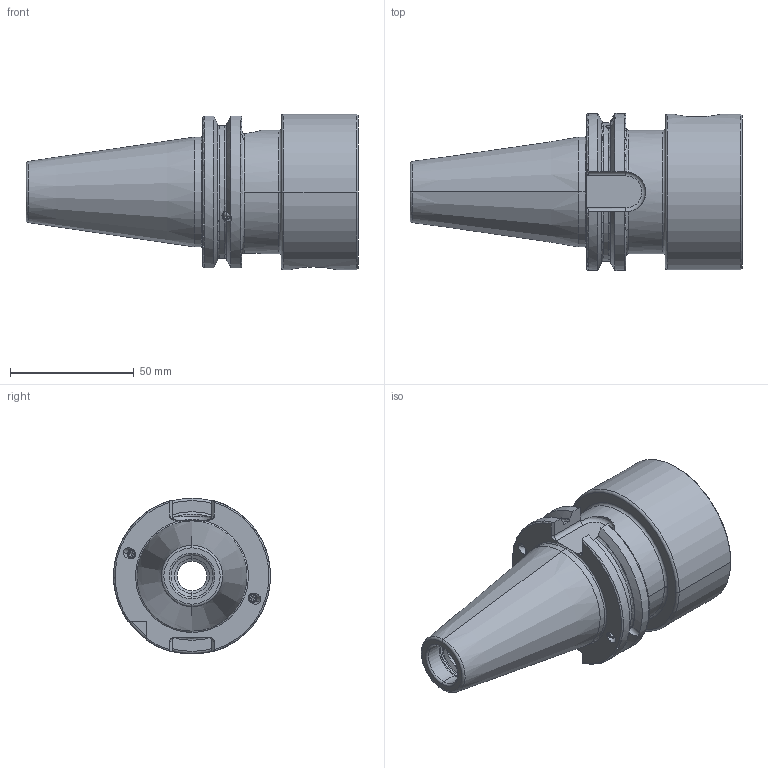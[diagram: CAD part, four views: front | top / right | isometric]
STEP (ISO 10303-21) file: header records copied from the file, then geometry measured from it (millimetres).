
FILE_DESCRIPTION (( 'STEP AP203' ), '1' );
FILE_NAME ('A14.440.063.066.STEP', '2024-08-27T07:14:57', ( '' ), ( '' ), 'SwSTEP 2.0', 'SolidWorks 2022', '' );
FILE_SCHEMA (( 'CONFIG_CONTROL_DESIGN' ));
Length unit declared in the file: millimetre
Products named in the file (5): KVT_MB_600_040; WH6-ER1.001.021; ISO 4026 - M4 x 3; A14.440.063.066; SB4-WH6.K01.066_C_mit Bundkühlung
Assembly tree (7 placements, depth 2):
  A14.440.063.066
    SB4-WH6.K01.066_C_mit Bundkühlung
    WH6-ER1.001.021  x2
    ISO 4026 - M4 x 3  x2
    KVT_MB_600_040  x2
Bounding box: 134.25 x 63.5 x 63 mm (x, y, z)
Volume: 186345.1 mm3; surface area: 40487.1 mm2
Topology: 9 solids, 9 shells, 316 faces, 762 edges, 451 vertices
Faces by surface type: cone 102, cylinder 90, plane 79, torus 41, sphere 4
Entity records: 8525 total; most frequent: CARTESIAN_POINT 2343, DIRECTION 1190, ORIENTED_EDGE 1180, EDGE_CURVE 590, AXIS2_PLACEMENT_3D 480, VERTEX_POINT 357, EDGE_LOOP 257, ADVANCED_FACE 241
